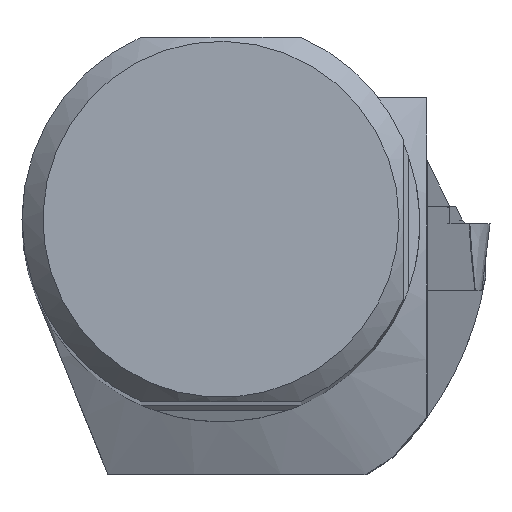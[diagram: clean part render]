
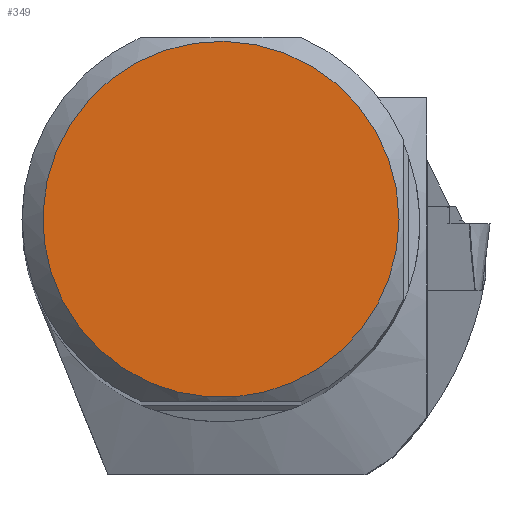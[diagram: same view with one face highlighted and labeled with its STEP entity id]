
A CAD part, top view. The second image highlights one B-rep face of the part: STEP entity #349.
In plain terms, the highlighted planar face has unit normal (0, 0, 1).
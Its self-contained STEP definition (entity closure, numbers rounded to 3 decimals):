
#30=CIRCLE('',#3185,17.05);
#349=ADVANCED_FACE('',(#566),#400,.T.);
#400=PLANE('',#3201);
#566=FACE_OUTER_BOUND('',#737,.T.);
#737=EDGE_LOOP('',(#1887));
#1887=ORIENTED_EDGE('',*,*,#2652,.F.);
#2222=VERTEX_POINT('',#13522);
#2652=EDGE_CURVE('',#2222,#2222,#30,.T.);
#3185=AXIS2_PLACEMENT_3D('',#13521,#3552,#3553);
#3201=AXIS2_PLACEMENT_3D('',#13609,#3609,#3610);
#3552=DIRECTION('',(0.,0.,-1.));
#3553=DIRECTION('',(1.,0.,0.));
#3609=DIRECTION('',(0.,0.,1.));
#3610=DIRECTION('',(1.,0.,0.));
#13521=CARTESIAN_POINT('',(0.,0.,0.));
#13522=CARTESIAN_POINT('',(17.05,0.,0.));
#13609=CARTESIAN_POINT('',(17.05,0.,0.));
